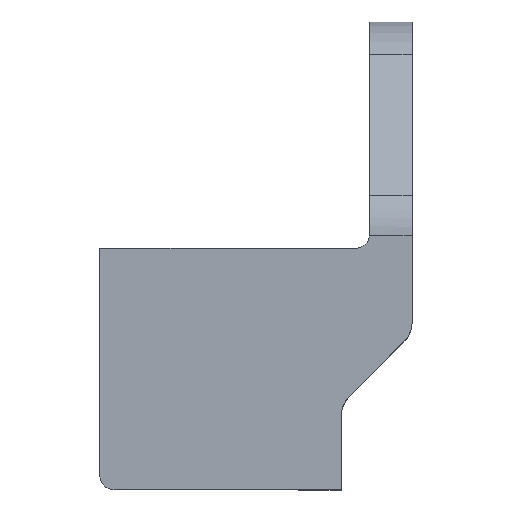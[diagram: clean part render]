
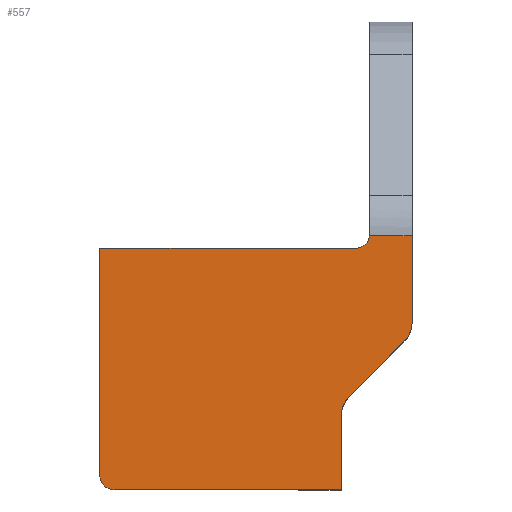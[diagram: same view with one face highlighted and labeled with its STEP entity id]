
A CAD part, top view. The second image highlights one B-rep face of the part: STEP entity #557.
In plain terms, the highlighted planar face has unit normal (0, 0, 1).
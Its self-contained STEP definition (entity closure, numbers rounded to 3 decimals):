
#21=PLANE('',#606);
#42=FACE_OUTER_BOUND('',#73,.T.);
#73=EDGE_LOOP('',(#399,#400,#401,#402,#403,#404,#405,#406,#407,#408,#409));
#114=LINE('',#855,#170);
#122=LINE('',#871,#178);
#123=LINE('',#873,#179);
#124=LINE('',#877,#180);
#125=LINE('',#881,#181);
#126=LINE('',#883,#182);
#127=LINE('',#886,#183);
#170=VECTOR('',#678,10.);
#178=VECTOR('',#688,10.);
#179=VECTOR('',#689,10.);
#180=VECTOR('',#692,10.);
#181=VECTOR('',#695,10.);
#182=VECTOR('',#696,10.);
#183=VECTOR('',#699,10.);
#220=CIRCLE('',#604,1.);
#221=CIRCLE('',#607,2.);
#222=CIRCLE('',#608,2.);
#223=CIRCLE('',#609,1.);
#248=VERTEX_POINT('',#848);
#249=VERTEX_POINT('',#850);
#250=VERTEX_POINT('',#854);
#257=VERTEX_POINT('',#870);
#258=VERTEX_POINT('',#872);
#259=VERTEX_POINT('',#874);
#260=VERTEX_POINT('',#876);
#261=VERTEX_POINT('',#878);
#262=VERTEX_POINT('',#880);
#263=VERTEX_POINT('',#882);
#264=VERTEX_POINT('',#884);
#304=EDGE_CURVE('',#248,#249,#220,.T.);
#306=EDGE_CURVE('',#249,#250,#114,.T.);
#314=EDGE_CURVE('',#248,#257,#122,.T.);
#315=EDGE_CURVE('',#257,#258,#123,.T.);
#316=EDGE_CURVE('',#259,#258,#221,.T.);
#317=EDGE_CURVE('',#260,#259,#124,.T.);
#318=EDGE_CURVE('',#261,#260,#222,.T.);
#319=EDGE_CURVE('',#262,#261,#125,.T.);
#320=EDGE_CURVE('',#263,#262,#126,.T.);
#321=EDGE_CURVE('',#264,#263,#223,.T.);
#322=EDGE_CURVE('',#264,#250,#127,.T.);
#399=ORIENTED_EDGE('',*,*,#304,.F.);
#400=ORIENTED_EDGE('',*,*,#314,.T.);
#401=ORIENTED_EDGE('',*,*,#315,.T.);
#402=ORIENTED_EDGE('',*,*,#316,.F.);
#403=ORIENTED_EDGE('',*,*,#317,.F.);
#404=ORIENTED_EDGE('',*,*,#318,.F.);
#405=ORIENTED_EDGE('',*,*,#319,.F.);
#406=ORIENTED_EDGE('',*,*,#320,.F.);
#407=ORIENTED_EDGE('',*,*,#321,.F.);
#408=ORIENTED_EDGE('',*,*,#322,.T.);
#409=ORIENTED_EDGE('',*,*,#306,.F.);
#557=ADVANCED_FACE('',(#42),#21,.T.);
#604=AXIS2_PLACEMENT_3D('',#851,#673,#674);
#606=AXIS2_PLACEMENT_3D('',#869,#686,#687);
#607=AXIS2_PLACEMENT_3D('',#875,#690,#691);
#608=AXIS2_PLACEMENT_3D('',#879,#693,#694);
#609=AXIS2_PLACEMENT_3D('',#885,#697,#698);
#673=DIRECTION('center_axis',(0.,0.,-1.));
#674=DIRECTION('ref_axis',(-0.707,-0.707,0.));
#678=DIRECTION('',(0.,1.,0.));
#686=DIRECTION('center_axis',(0.,0.,1.));
#687=DIRECTION('ref_axis',(0.,-1.,0.));
#688=DIRECTION('',(1.,0.,0.));
#689=DIRECTION('',(0.,1.,0.));
#690=DIRECTION('center_axis',(0.,0.,1.));
#691=DIRECTION('ref_axis',(-0.924,0.383,0.));
#692=DIRECTION('',(-0.707,-0.707,0.));
#693=DIRECTION('center_axis',(0.,0.,-1.));
#694=DIRECTION('ref_axis',(0.924,-0.383,0.));
#695=DIRECTION('',(0.,-1.,0.));
#696=DIRECTION('',(1.,0.,0.));
#697=DIRECTION('center_axis',(0.,0.,1.));
#698=DIRECTION('ref_axis',(0.707,-0.707,0.));
#699=DIRECTION('',(-1.,0.,0.));
#848=CARTESIAN_POINT('',(1.,-6.,0.));
#850=CARTESIAN_POINT('',(0.,-5.,0.));
#851=CARTESIAN_POINT('Origin',(1.,-5.,0.));
#854=CARTESIAN_POINT('',(0.,11.,0.));
#855=CARTESIAN_POINT('',(0.,0.,0.));
#869=CARTESIAN_POINT('Origin',(0.,13.547,0.));
#870=CARTESIAN_POINT('',(17.,-6.,0.));
#871=CARTESIAN_POINT('',(0.,-6.,0.));
#872=CARTESIAN_POINT('',(17.,-0.828,0.));
#873=CARTESIAN_POINT('',(17.,5.274,0.));
#874=CARTESIAN_POINT('',(17.586,0.586,0.));
#875=CARTESIAN_POINT('Origin',(19.,-0.828,0.));
#876=CARTESIAN_POINT('',(21.414,4.414,0.));
#877=CARTESIAN_POINT('',(17.387,0.387,0.));
#878=CARTESIAN_POINT('',(22.,5.828,0.));
#879=CARTESIAN_POINT('Origin',(20.,5.828,0.));
#880=CARTESIAN_POINT('',(22.,11.876,0.));
#881=CARTESIAN_POINT('',(22.,0.,0.));
#882=CARTESIAN_POINT('',(18.992,11.876,0.));
#883=CARTESIAN_POINT('',(0.,11.876,0.));
#884=CARTESIAN_POINT('',(18.,11.,0.));
#885=CARTESIAN_POINT('Origin',(18.,12.,0.));
#886=CARTESIAN_POINT('',(0.,11.,0.));
